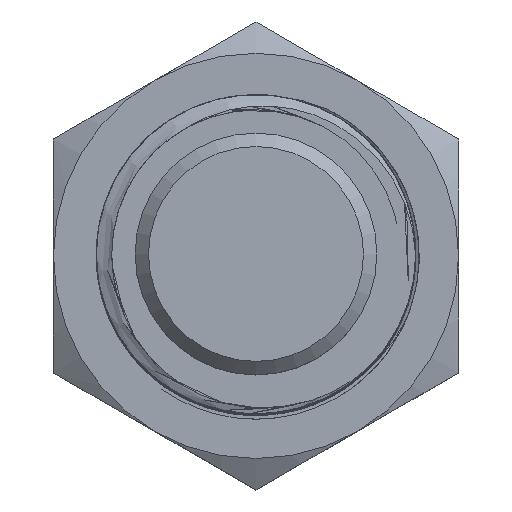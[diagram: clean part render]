
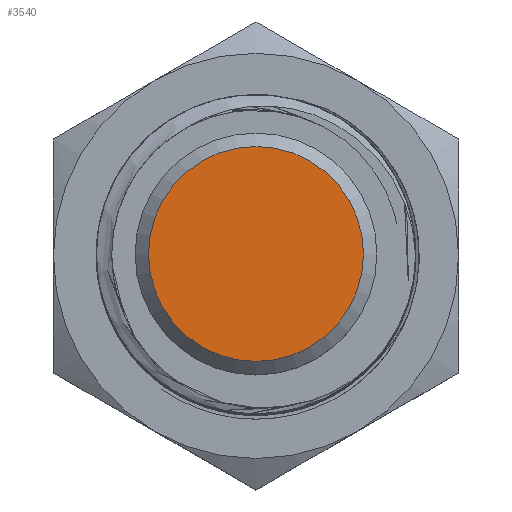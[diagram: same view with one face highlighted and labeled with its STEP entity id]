
A CAD part, top view. The second image highlights one B-rep face of the part: STEP entity #3540.
In plain terms, the highlighted planar face has unit normal (0, 0, 1).
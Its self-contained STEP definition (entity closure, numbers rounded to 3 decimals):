
#80=PLANE('',#3778);
#137=CIRCLE('',#3774,4.);
#311=FACE_OUTER_BOUND('',#516,.T.);
#516=EDGE_LOOP('',(#2662));
#1495=VERTEX_POINT('',#9932);
#1976=EDGE_CURVE('',#1495,#1495,#137,.T.);
#2662=ORIENTED_EDGE('',*,*,#1976,.F.);
#3540=ADVANCED_FACE('',(#311),#80,.T.);
#3774=AXIS2_PLACEMENT_3D('',#9933,#4291,#4292);
#3778=AXIS2_PLACEMENT_3D('',#9941,#4301,#4302);
#4291=DIRECTION('center_axis',(0.,0.,-1.));
#4292=DIRECTION('ref_axis',(1.,0.,0.));
#4301=DIRECTION('center_axis',(0.,0.,1.));
#4302=DIRECTION('ref_axis',(1.,0.,0.));
#9932=CARTESIAN_POINT('',(-4.,0.,74.));
#9933=CARTESIAN_POINT('Origin',(0.,0.,74.));
#9941=CARTESIAN_POINT('Origin',(0.,0.,74.));
